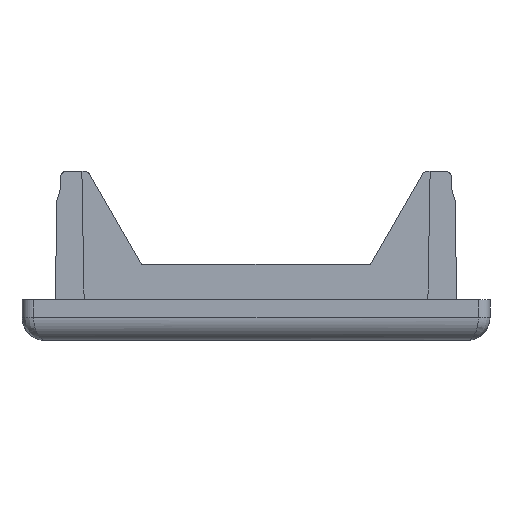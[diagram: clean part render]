
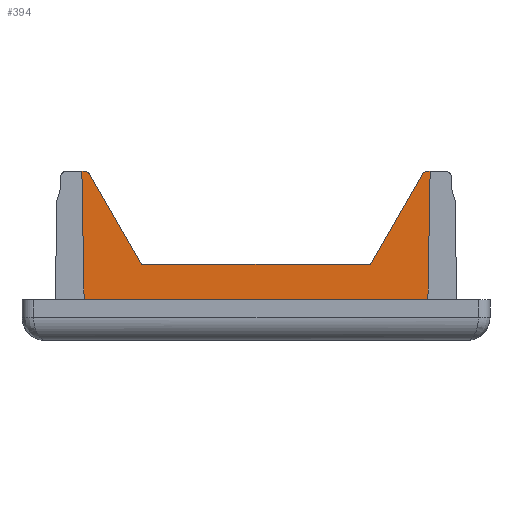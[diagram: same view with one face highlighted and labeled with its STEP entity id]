
A CAD part, left-side view. The second image highlights one B-rep face of the part: STEP entity #394.
In plain terms, the highlighted planar face has unit normal (-1, 0, 0.018).
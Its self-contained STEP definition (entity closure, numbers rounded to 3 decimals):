
#2 = EDGE_CURVE ( 'NONE', #2233, #487, #2384, .T. ) ;
#32 = CARTESIAN_POINT ( 'NONE',  ( -0.795, -14.601, 11. ) ) ;
#48 = VECTOR ( 'NONE', #1380, 1000. ) ;
#49 = LINE ( 'NONE', #1929, #2043 ) ;
#58 = CARTESIAN_POINT ( 'NONE',  ( -0.794, 14.688, 11. ) ) ;
#65 = AXIS2_PLACEMENT_3D ( 'NONE', #1471, #2254, #1637 ) ;
#97 = VERTEX_POINT ( 'NONE', #2195 ) ;
#123 = DIRECTION ( 'NONE',  ( 0., 1., 0. ) ) ;
#126 = CARTESIAN_POINT ( 'NONE',  ( -0.794, 14.688, 11. ) ) ;
#140 = FACE_OUTER_BOUND ( 'NONE', #1909, .T. ) ;
#143 = ORIENTED_EDGE ( 'NONE', *, *, #1453, .F. ) ;
#149 = B_SPLINE_CURVE_WITH_KNOTS ( 'NONE', 3,
 ( #126, #1702, #2077, #518, #2477, #2443 ),
 .UNSPECIFIED., .F., .F.,
 ( 4, 2, 4 ),
 ( 0., 0.5, 1. ),
 .UNSPECIFIED. ) ;
#153 = VERTEX_POINT ( 'NONE', #58 ) ;
#186 = VECTOR ( 'NONE', #2454, 1000. ) ;
#187 = DIRECTION ( 'NONE',  ( -0.017, -0.017, -1. ) ) ;
#189 = DIRECTION ( 'NONE',  ( 0.015, 0.5, 0.866 ) ) ;
#232 = CARTESIAN_POINT ( 'NONE',  ( -1., 14.715, -0.8 ) ) ;
#273 = CARTESIAN_POINT ( 'NONE',  ( -0.798, -14.255, 10.75 ) ) ;
#354 = VECTOR ( 'NONE', #2217, 1000. ) ;
#394 = ADVANCED_FACE ( 'NONE', ( #140 ), #2039, .T. ) ;
#425 = CARTESIAN_POINT ( 'NONE',  ( -0.794, -14.921, 11. ) ) ;
#487 = VERTEX_POINT ( 'NONE', #1024 ) ;
#489 = VERTEX_POINT ( 'NONE', #1806 ) ;
#518 = CARTESIAN_POINT ( 'NONE',  ( -0.797, 14.363, 10.889 ) ) ;
#548 = VERTEX_POINT ( 'NONE', #232 ) ;
#559 = VECTOR ( 'NONE', #189, 1000. ) ;
#605 = VERTEX_POINT ( 'NONE', #1792 ) ;
#625 = VERTEX_POINT ( 'NONE', #1970 ) ;
#690 = DIRECTION ( 'NONE',  ( 0., 1., 0. ) ) ;
#830 = EDGE_CURVE ( 'NONE', #944, #548, #49, .T. ) ;
#910 = CARTESIAN_POINT ( 'NONE',  ( -1., -14.715, -0.8 ) ) ;
#916 = CARTESIAN_POINT ( 'NONE',  ( -0.933, 14.715, 3.034 ) ) ;
#929 = EDGE_CURVE ( 'NONE', #489, #548, #1898, .T. ) ;
#941 = VERTEX_POINT ( 'NONE', #425 ) ;
#944 = VERTEX_POINT ( 'NONE', #986 ) ;
#981 = CARTESIAN_POINT ( 'NONE',  ( -1., 15.9, -0.8 ) ) ;
#986 = CARTESIAN_POINT ( 'NONE',  ( -0.794, 14.921, 11. ) ) ;
#995 = CARTESIAN_POINT ( 'NONE',  ( -0.933, 9.8, 3.034 ) ) ;
#1024 = CARTESIAN_POINT ( 'NONE',  ( -0.794, -14.688, 11. ) ) ;
#1099 = CARTESIAN_POINT ( 'NONE',  ( -0.794, 14.715, 11. ) ) ;
#1132 = ORIENTED_EDGE ( 'NONE', *, *, #2178, .T. ) ;
#1142 = CARTESIAN_POINT ( 'NONE',  ( -0.797, -14.299, 10.826 ) ) ;
#1153 = EDGE_CURVE ( 'NONE', #97, #625, #1669, .T. ) ;
#1185 = ORIENTED_EDGE ( 'NONE', *, *, #830, .T. ) ;
#1230 = LINE ( 'NONE', #1273, #2124 ) ;
#1273 = CARTESIAN_POINT ( 'NONE',  ( -0.794, 14.715, 11. ) ) ;
#1349 = CARTESIAN_POINT ( 'NONE',  ( -0.798, -14.255, 10.75 ) ) ;
#1354 = EDGE_CURVE ( 'NONE', #2233, #605, #2192, .T. ) ;
#1380 = DIRECTION ( 'NONE',  ( 0., 1., 0. ) ) ;
#1401 = CARTESIAN_POINT ( 'NONE',  ( -0.795, -14.514, 10.977 ) ) ;
#1453 = EDGE_CURVE ( 'NONE', #153, #625, #149, .T. ) ;
#1454 = ORIENTED_EDGE ( 'NONE', *, *, #929, .F. ) ;
#1470 = VECTOR ( 'NONE', #123, 1000. ) ;
#1471 = CARTESIAN_POINT ( 'NONE',  ( -1., 14.715, -0.8 ) ) ;
#1472 = DIRECTION ( 'NONE',  ( 0.017, -0.017, 1. ) ) ;
#1554 = CARTESIAN_POINT ( 'NONE',  ( -0.798, -14.255, 10.75 ) ) ;
#1637 = DIRECTION ( 'NONE',  ( 0.017, 0., 1. ) ) ;
#1669 = LINE ( 'NONE', #995, #559 ) ;
#1702 = CARTESIAN_POINT ( 'NONE',  ( -0.795, 14.601, 11. ) ) ;
#1735 = ORIENTED_EDGE ( 'NONE', *, *, #2314, .T. ) ;
#1736 = CARTESIAN_POINT ( 'NONE',  ( -0.797, -14.363, 10.889 ) ) ;
#1792 = CARTESIAN_POINT ( 'NONE',  ( -0.933, -9.8, 3.034 ) ) ;
#1806 = CARTESIAN_POINT ( 'NONE',  ( -1., -14.715, -0.8 ) ) ;
#1849 = ORIENTED_EDGE ( 'NONE', *, *, #2094, .T. ) ;
#1898 = LINE ( 'NONE', #981, #48 ) ;
#1909 = EDGE_LOOP ( 'NONE', ( #1849, #1185, #1454, #1913, #1735, #1958, #2294, #1132, #2169, #143 ) ) ;
#1913 = ORIENTED_EDGE ( 'NONE', *, *, #2408, .T. ) ;
#1920 = VECTOR ( 'NONE', #1472, 1000. ) ;
#1929 = CARTESIAN_POINT ( 'NONE',  ( -0.794, 14.921, 11. ) ) ;
#1958 = ORIENTED_EDGE ( 'NONE', *, *, #2, .F. ) ;
#1968 = LINE ( 'NONE', #916, #1470 ) ;
#1970 = CARTESIAN_POINT ( 'NONE',  ( -0.798, 14.255, 10.75 ) ) ;
#2039 = PLANE ( 'NONE',  #65 ) ;
#2043 = VECTOR ( 'NONE', #187, 1000. ) ;
#2077 = CARTESIAN_POINT ( 'NONE',  ( -0.795, 14.514, 10.977 ) ) ;
#2094 = EDGE_CURVE ( 'NONE', #153, #944, #1230, .T. ) ;
#2124 = VECTOR ( 'NONE', #690, 1000. ) ;
#2169 = ORIENTED_EDGE ( 'NONE', *, *, #1153, .T. ) ;
#2178 = EDGE_CURVE ( 'NONE', #605, #97, #1968, .T. ) ;
#2183 = LINE ( 'NONE', #910, #1920 ) ;
#2192 = LINE ( 'NONE', #273, #354 ) ;
#2195 = CARTESIAN_POINT ( 'NONE',  ( -0.933, 9.8, 3.034 ) ) ;
#2217 = DIRECTION ( 'NONE',  ( -0.015, 0.5, -0.866 ) ) ;
#2233 = VERTEX_POINT ( 'NONE', #1554 ) ;
#2254 = DIRECTION ( 'NONE',  ( -1., 0., 0.017 ) ) ;
#2294 = ORIENTED_EDGE ( 'NONE', *, *, #1354, .T. ) ;
#2314 = EDGE_CURVE ( 'NONE', #941, #487, #2442, .T. ) ;
#2346 = CARTESIAN_POINT ( 'NONE',  ( -0.794, -14.688, 11. ) ) ;
#2384 = B_SPLINE_CURVE_WITH_KNOTS ( 'NONE', 3,
 ( #1349, #1142, #1736, #1401, #32, #2346 ),
 .UNSPECIFIED., .F., .F.,
 ( 4, 2, 4 ),
 ( 0., 0.5, 1. ),
 .UNSPECIFIED. ) ;
#2408 = EDGE_CURVE ( 'NONE', #489, #941, #2183, .T. ) ;
#2442 = LINE ( 'NONE', #1099, #186 ) ;
#2443 = CARTESIAN_POINT ( 'NONE',  ( -0.798, 14.255, 10.75 ) ) ;
#2454 = DIRECTION ( 'NONE',  ( 0., 1., 0. ) ) ;
#2477 = CARTESIAN_POINT ( 'NONE',  ( -0.797, 14.299, 10.826 ) ) ;
